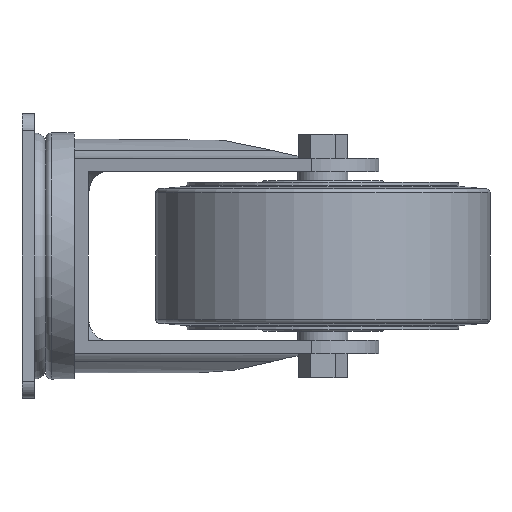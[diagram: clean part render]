
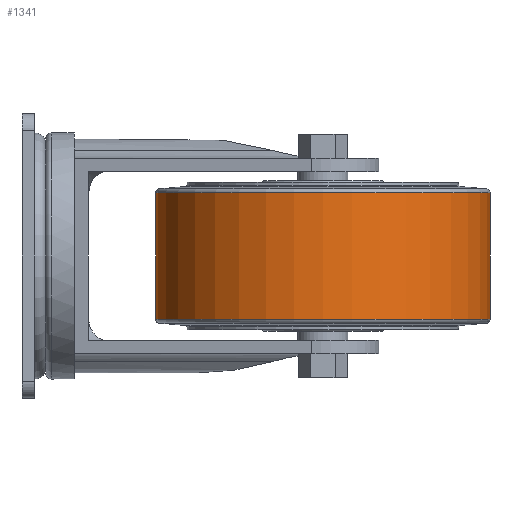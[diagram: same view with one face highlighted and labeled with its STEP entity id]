
A CAD part, left-side view. The second image highlights one B-rep face of the part: STEP entity #1341.
In plain terms, the highlighted cylindrical face has radius 50 mm (diameter 100 mm), a full revolution.
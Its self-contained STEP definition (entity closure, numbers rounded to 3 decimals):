
#580=ORIENTED_EDGE('',*,*,#762,.T.);
#581=ORIENTED_EDGE('',*,*,#761,.F.);
#761=EDGE_CURVE('',#888,#888,#957,.T.);
#762=EDGE_CURVE('',#889,#889,#958,.T.);
#888=VERTEX_POINT('',#2309);
#889=VERTEX_POINT('',#2312);
#957=CIRCLE('',#1504,50.);
#958=CIRCLE('',#1506,50.);
#1081=EDGE_LOOP('',(#580));
#1082=EDGE_LOOP('',(#581));
#1217=FACE_BOUND('',#1081,.T.);
#1218=FACE_BOUND('',#1082,.T.);
#1266=CYLINDRICAL_SURFACE('',#1505,50.);
#1341=ADVANCED_FACE('',(#1217,#1218),#1266,.T.);
#1504=AXIS2_PLACEMENT_3D('',#2308,#1894,#1895);
#1505=AXIS2_PLACEMENT_3D('',#2310,#1896,#1897);
#1506=AXIS2_PLACEMENT_3D('',#2311,#1898,#1899);
#1894=DIRECTION('',(0.,0.,-1.));
#1895=DIRECTION('',(-1.,0.,0.));
#1896=DIRECTION('',(0.,0.,-1.));
#1897=DIRECTION('',(-1.,0.,0.));
#1898=DIRECTION('',(0.,0.,-1.));
#1899=DIRECTION('',(-1.,0.,0.));
#2308=CARTESIAN_POINT('',(0.,0.,-18.9));
#2309=CARTESIAN_POINT('',(-50.,0.,-18.9));
#2310=CARTESIAN_POINT('',(0.,0.,-22.5));
#2311=CARTESIAN_POINT('',(0.,0.,18.9));
#2312=CARTESIAN_POINT('',(-50.,0.,18.9));
